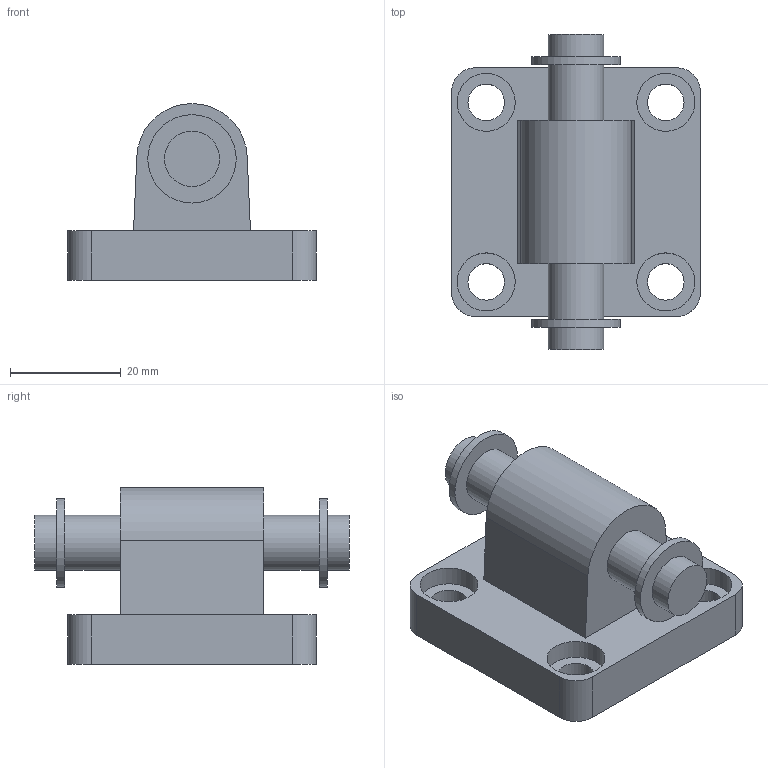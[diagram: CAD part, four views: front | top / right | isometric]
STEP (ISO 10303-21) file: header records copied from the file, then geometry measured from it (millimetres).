
FILE_DESCRIPTION(/* description */ ('Cerniera post. Maschio - VDMA - d.32'),/* implementation_level */ '2;1');
FILE_NAME(/* name */ '1500_32_09_1F.stp',/* time_stamp */ '2018-09-21T14:28:31+02:00',/* author */ ('maniean1'),/* organization */ (''),/* preprocessor_version */ 'ST-DEVELOPER v17',/* originating_system */ 'Autodesk Inventor 2019',/* authorisation */ '');
FILE_SCHEMA (('AUTOMOTIVE_DESIGN { 1 0 10303 214 3 1 1 }'));
Length unit declared in the file: millimetre
Products named in the file (1): 1500.32.09/1F
Bounding box: 45 x 57 x 32 mm (x, y, z)
Volume: 26431 mm3; surface area: 10002.2 mm2
Topology: 1 solids, 1 shells, 41 faces, 101 edges, 74 vertices
Faces by surface type: plane 21, cylinder 20
Full cylindrical faces by diameter (mm): 6.6 x4, 10 x4, 10.5 x4, 16 x2, 30 x1
Entity records: 1371 total; most frequent: DIRECTION 245, CARTESIAN_POINT 217, ORIENTED_EDGE 202, AXIS2_PLACEMENT_3D 102, EDGE_CURVE 101, VERTEX_POINT 74, EDGE_LOOP 61, CIRCLE 60
